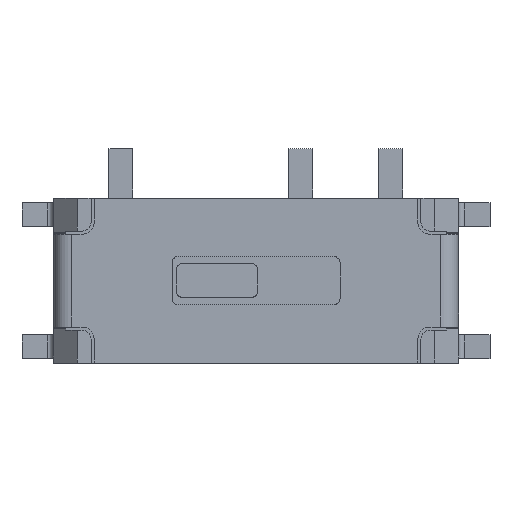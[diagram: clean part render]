
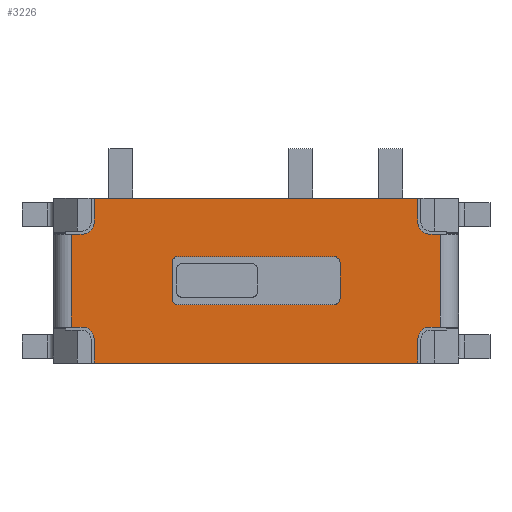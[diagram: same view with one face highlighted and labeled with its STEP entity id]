
A CAD part, top view. The second image highlights one B-rep face of the part: STEP entity #3226.
In plain terms, the highlighted planar face has unit normal (0, 0, 1).
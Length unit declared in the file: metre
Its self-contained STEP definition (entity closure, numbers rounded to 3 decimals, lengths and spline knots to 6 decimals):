
#13=LINE('',#4979,#403);
#17=LINE('',#4991,#407);
#21=LINE('',#5003,#411);
#25=LINE('',#5015,#415);
#39=LINE('',#5049,#429);
#45=LINE('',#5064,#435);
#57=LINE('',#5095,#447);
#64=LINE('',#5111,#454);
#86=LINE('',#5170,#476);
#92=LINE('',#5184,#482);
#106=LINE('',#5218,#496);
#111=LINE('',#5231,#501);
#139=LINE('',#5310,#529);
#176=LINE('',#5407,#566);
#178=LINE('',#5410,#568);
#181=LINE('',#5414,#571);
#403=VECTOR('',#4112,1.);
#407=VECTOR('',#4124,1.);
#411=VECTOR('',#4136,1.);
#415=VECTOR('',#4148,1.);
#429=VECTOR('',#4174,1.);
#435=VECTOR('',#4184,1.);
#447=VECTOR('',#4208,1.);
#454=VECTOR('',#4219,1.);
#476=VECTOR('',#4267,1.);
#482=VECTOR('',#4277,1.);
#496=VECTOR('',#4303,1.);
#501=VECTOR('',#4312,1.);
#529=VECTOR('',#4392,1.);
#566=VECTOR('',#4501,1.);
#568=VECTOR('',#4505,1.);
#571=VECTOR('',#4510,1.);
#1240=ORIENTED_EDGE('',*,*,#1974,.T.);
#1241=ORIENTED_EDGE('',*,*,#1800,.T.);
#1242=ORIENTED_EDGE('',*,*,#1803,.T.);
#1243=ORIENTED_EDGE('',*,*,#1793,.T.);
#1244=ORIENTED_EDGE('',*,*,#1969,.T.);
#1245=ORIENTED_EDGE('',*,*,#1815,.T.);
#1246=ORIENTED_EDGE('',*,*,#1826,.T.);
#1247=ORIENTED_EDGE('',*,*,#1823,.T.);
#1248=ORIENTED_EDGE('',*,*,#1971,.T.);
#1249=ORIENTED_EDGE('',*,*,#1882,.F.);
#1250=ORIENTED_EDGE('',*,*,#1885,.F.);
#1251=ORIENTED_EDGE('',*,*,#1876,.F.);
#1252=ORIENTED_EDGE('',*,*,#1922,.T.);
#1253=ORIENTED_EDGE('',*,*,#1852,.F.);
#1254=ORIENTED_EDGE('',*,*,#1862,.F.);
#1255=ORIENTED_EDGE('',*,*,#1859,.F.);
#1256=ORIENTED_EDGE('',*,*,#1779,.F.);
#1257=ORIENTED_EDGE('',*,*,#1776,.F.);
#1258=ORIENTED_EDGE('',*,*,#1773,.F.);
#1259=ORIENTED_EDGE('',*,*,#1770,.F.);
#1260=ORIENTED_EDGE('',*,*,#1767,.F.);
#1261=ORIENTED_EDGE('',*,*,#1764,.F.);
#1262=ORIENTED_EDGE('',*,*,#1761,.F.);
#1263=ORIENTED_EDGE('',*,*,#1758,.F.);
#1758=EDGE_CURVE('',#2218,#2219,#13,.T.);
#1761=EDGE_CURVE('',#2219,#2221,#2523,.T.);
#1764=EDGE_CURVE('',#2221,#2223,#17,.T.);
#1767=EDGE_CURVE('',#2223,#2225,#2525,.T.);
#1770=EDGE_CURVE('',#2225,#2227,#21,.T.);
#1773=EDGE_CURVE('',#2227,#2229,#2527,.T.);
#1776=EDGE_CURVE('',#2229,#2231,#25,.T.);
#1779=EDGE_CURVE('',#2231,#2218,#2529,.T.);
#1793=EDGE_CURVE('',#2245,#2244,#39,.T.);
#1800=EDGE_CURVE('',#2252,#2251,#45,.T.);
#1803=EDGE_CURVE('',#2251,#2245,#2534,.T.);
#1815=EDGE_CURVE('',#2265,#2264,#57,.T.);
#1823=EDGE_CURVE('',#2272,#2271,#64,.T.);
#1826=EDGE_CURVE('',#2264,#2272,#2538,.T.);
#1852=EDGE_CURVE('',#2295,#2296,#86,.T.);
#1859=EDGE_CURVE('',#2301,#2302,#92,.T.);
#1862=EDGE_CURVE('',#2302,#2295,#2545,.T.);
#1876=EDGE_CURVE('',#2315,#2316,#106,.T.);
#1882=EDGE_CURVE('',#2321,#2322,#111,.T.);
#1885=EDGE_CURVE('',#2316,#2321,#2549,.T.);
#1922=EDGE_CURVE('',#2315,#2296,#139,.T.);
#1969=EDGE_CURVE('',#2244,#2265,#176,.T.);
#1971=EDGE_CURVE('',#2271,#2322,#178,.T.);
#1974=EDGE_CURVE('',#2301,#2252,#181,.T.);
#2218=VERTEX_POINT('',#4978);
#2219=VERTEX_POINT('',#4980);
#2221=VERTEX_POINT('',#4986);
#2223=VERTEX_POINT('',#4992);
#2225=VERTEX_POINT('',#4998);
#2227=VERTEX_POINT('',#5004);
#2229=VERTEX_POINT('',#5010);
#2231=VERTEX_POINT('',#5016);
#2244=VERTEX_POINT('',#5048);
#2245=VERTEX_POINT('',#5050);
#2251=VERTEX_POINT('',#5063);
#2252=VERTEX_POINT('',#5065);
#2264=VERTEX_POINT('',#5094);
#2265=VERTEX_POINT('',#5096);
#2271=VERTEX_POINT('',#5110);
#2272=VERTEX_POINT('',#5112);
#2295=VERTEX_POINT('',#5169);
#2296=VERTEX_POINT('',#5171);
#2301=VERTEX_POINT('',#5183);
#2302=VERTEX_POINT('',#5185);
#2315=VERTEX_POINT('',#5217);
#2316=VERTEX_POINT('',#5219);
#2321=VERTEX_POINT('',#5230);
#2322=VERTEX_POINT('',#5232);
#2523=CIRCLE('',#3861,0.0001);
#2525=CIRCLE('',#3865,0.0001);
#2527=CIRCLE('',#3869,0.0001);
#2529=CIRCLE('',#3873,0.0001);
#2534=CIRCLE('',#3882,0.0002);
#2538=CIRCLE('',#3890,0.0002);
#2545=CIRCLE('',#3904,0.0002);
#2549=CIRCLE('',#3912,0.0002);
#2666=EDGE_LOOP('',(#1240,#1241,#1242,#1243,#1244,#1245,#1246,#1247,#1248,
#1249,#1250,#1251,#1252,#1253,#1254,#1255));
#2667=EDGE_LOOP('',(#1256,#1257,#1258,#1259,#1260,#1261,#1262,#1263));
#2840=FACE_BOUND('',#2666,.T.);
#2841=FACE_BOUND('',#2667,.T.);
#2991=PLANE('',#3976);
#3226=ADVANCED_FACE('',(#2840,#2841),#2991,.T.);
#3861=AXIS2_PLACEMENT_3D('',#4985,#4117,#4118);
#3865=AXIS2_PLACEMENT_3D('',#4997,#4129,#4130);
#3869=AXIS2_PLACEMENT_3D('',#5009,#4141,#4142);
#3873=AXIS2_PLACEMENT_3D('',#5021,#4153,#4154);
#3882=AXIS2_PLACEMENT_3D('',#5069,#4190,#4191);
#3890=AXIS2_PLACEMENT_3D('',#5116,#4225,#4226);
#3904=AXIS2_PLACEMENT_3D('',#5190,#4282,#4283);
#3912=AXIS2_PLACEMENT_3D('',#5237,#4317,#4318);
#3976=AXIS2_PLACEMENT_3D('',#5416,#4513,#4514);
#4112=DIRECTION('',(0.,-1.,0.));
#4117=DIRECTION('',(0.,0.,1.));
#4118=DIRECTION('',(1.,0.,0.));
#4124=DIRECTION('',(1.,0.,0.));
#4129=DIRECTION('',(0.,0.,1.));
#4130=DIRECTION('',(1.,0.,0.));
#4136=DIRECTION('',(0.,1.,0.));
#4141=DIRECTION('',(0.,0.,1.));
#4142=DIRECTION('',(-1.,0.,0.));
#4148=DIRECTION('',(-1.,0.,0.));
#4153=DIRECTION('',(0.,0.,1.));
#4154=DIRECTION('',(1.,0.,0.));
#4174=DIRECTION('',(1.,0.,0.));
#4184=DIRECTION('',(0.,1.,0.));
#4190=DIRECTION('',(0.,0.,-1.));
#4191=DIRECTION('',(-1.,0.,0.));
#4208=DIRECTION('',(-1.,0.,0.));
#4219=DIRECTION('',(0.,1.,0.));
#4225=DIRECTION('',(0.,0.,-1.));
#4226=DIRECTION('',(1.,0.,0.));
#4267=DIRECTION('',(-1.,0.,0.));
#4277=DIRECTION('',(0.,1.,0.));
#4282=DIRECTION('',(0.,0.,1.));
#4283=DIRECTION('',(1.,0.,0.));
#4303=DIRECTION('',(1.,0.,0.));
#4312=DIRECTION('',(0.,1.,0.));
#4317=DIRECTION('',(0.,0.,1.));
#4318=DIRECTION('',(-1.,0.,0.));
#4392=DIRECTION('',(0.,-1.,0.));
#4501=DIRECTION('',(0.,1.,0.));
#4505=DIRECTION('',(-1.,0.,0.));
#4510=DIRECTION('',(1.,0.,0.));
#4513=DIRECTION('',(0.,0.,1.));
#4514=DIRECTION('',(1.,0.,0.));
#4978=CARTESIAN_POINT('',(-0.0014,0.0003,0.0014));
#4979=CARTESIAN_POINT('',(-0.0014,0.0003,0.0014));
#4980=CARTESIAN_POINT('',(-0.0014,-0.0003,0.0014));
#4985=CARTESIAN_POINT('',(-0.0013,-0.0003,0.0014));
#4986=CARTESIAN_POINT('',(-0.0013,-0.0004,0.0014));
#4991=CARTESIAN_POINT('',(-0.0013,-0.0004,0.0014));
#4992=CARTESIAN_POINT('',(0.0013,-0.0004,0.0014));
#4997=CARTESIAN_POINT('',(0.0013,-0.0003,0.0014));
#4998=CARTESIAN_POINT('',(0.0014,-0.0003,0.0014));
#5003=CARTESIAN_POINT('',(0.0014,0.0003,0.0014));
#5004=CARTESIAN_POINT('',(0.0014,0.0003,0.0014));
#5009=CARTESIAN_POINT('',(0.0013,0.0003,0.0014));
#5010=CARTESIAN_POINT('',(0.0013,0.0004,0.0014));
#5015=CARTESIAN_POINT('',(-0.0013,0.0004,0.0014));
#5016=CARTESIAN_POINT('',(-0.0013,0.0004,0.0014));
#5021=CARTESIAN_POINT('',(-0.0013,0.0003,0.0014));
#5048=CARTESIAN_POINT('',(0.003075,-0.000775,0.0014));
#5049=CARTESIAN_POINT('',(0.,-0.000775,0.0014));
#5050=CARTESIAN_POINT('',(0.002898,-0.000775,0.0014));
#5063=CARTESIAN_POINT('',(0.002698,-0.000975,0.0014));
#5064=CARTESIAN_POINT('',(0.002698,-0.001375,0.0014));
#5065=CARTESIAN_POINT('',(0.002698,-0.001375,0.0014));
#5069=CARTESIAN_POINT('',(0.002898,-0.000975,0.0014));
#5094=CARTESIAN_POINT('',(0.002898,0.000775,0.0014));
#5095=CARTESIAN_POINT('',(0.,0.000775,0.0014));
#5096=CARTESIAN_POINT('',(0.003075,0.000775,0.0014));
#5110=CARTESIAN_POINT('',(0.002698,0.001375,0.0014));
#5111=CARTESIAN_POINT('',(0.002698,0.,0.0014));
#5112=CARTESIAN_POINT('',(0.002698,0.000975,0.0014));
#5116=CARTESIAN_POINT('',(0.002898,0.000975,0.0014));
#5169=CARTESIAN_POINT('',(-0.002898,-0.000775,0.0014));
#5170=CARTESIAN_POINT('',(-0.002898,-0.000775,0.0014));
#5171=CARTESIAN_POINT('',(-0.003075,-0.000775,0.0014));
#5183=CARTESIAN_POINT('',(-0.002698,-0.001375,0.0014));
#5184=CARTESIAN_POINT('',(-0.002698,-0.001375,0.0014));
#5185=CARTESIAN_POINT('',(-0.002698,-0.000975,0.0014));
#5190=CARTESIAN_POINT('',(-0.002898,-0.000975,0.0014));
#5217=CARTESIAN_POINT('',(-0.003075,0.000775,0.0014));
#5218=CARTESIAN_POINT('',(-0.002898,0.000775,0.0014));
#5219=CARTESIAN_POINT('',(-0.002898,0.000775,0.0014));
#5230=CARTESIAN_POINT('',(-0.002698,0.000975,0.0014));
#5231=CARTESIAN_POINT('',(-0.002698,-0.001375,0.0014));
#5232=CARTESIAN_POINT('',(-0.002698,0.001375,0.0014));
#5237=CARTESIAN_POINT('',(-0.002898,0.000975,0.0014));
#5310=CARTESIAN_POINT('',(-0.003075,0.001375,0.0014));
#5407=CARTESIAN_POINT('',(0.003075,-0.001375,0.0014));
#5410=CARTESIAN_POINT('',(-0.003375,0.001375,0.0014));
#5414=CARTESIAN_POINT('',(-0.003375,-0.001375,0.0014));
#5416=CARTESIAN_POINT('',(0.,0.,0.0014));
